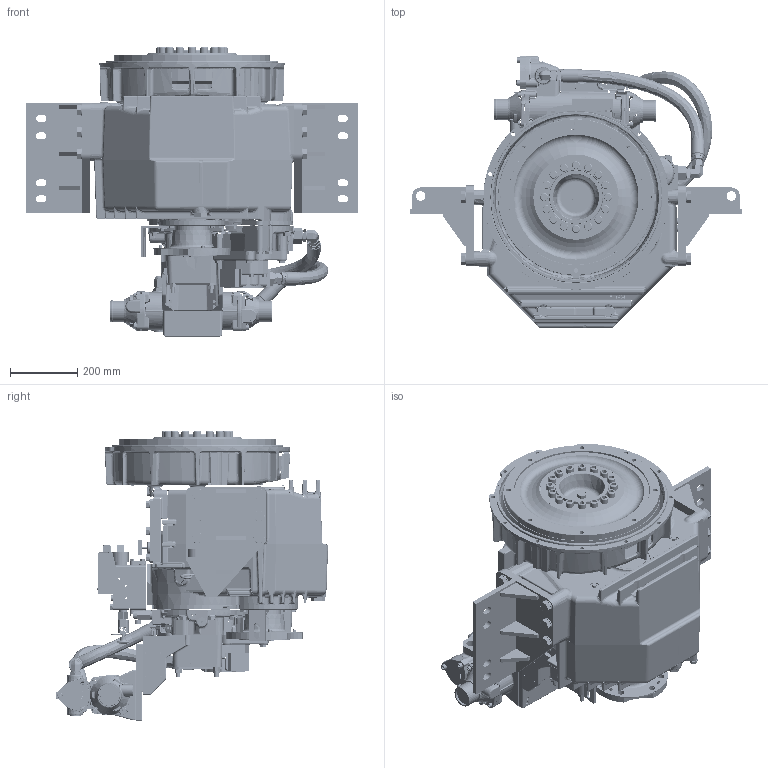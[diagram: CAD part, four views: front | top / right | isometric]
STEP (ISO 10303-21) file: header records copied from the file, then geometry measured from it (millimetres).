
FILE_DESCRIPTION (( 'STEP AP214' ), '1' );
FILE_NAME ('1027608K.STEP', '2018-06-20T11:47:08', ( '' ), ( '' ), 'SwSTEP 2.0', 'SolidWorks 2015', '' );
FILE_SCHEMA (( 'AUTOMOTIVE_DESIGN' ));
Length unit declared in the file: millimetre
Products named in the file (1): 1027608K
Bounding box: 991 x 812.97 x 862.91 mm (x, y, z)
Surface area: 5170842.1 mm2 (no closed solid volume)
Topology: 0 solids, 650 shells, 5906 faces, 24200 edges, 18164 vertices
Faces by surface type: plane 1971, cylinder 1784, bspline 1124, cone 510, torus 399, sphere 118
Entity records: 405721 total; most frequent: CARTESIAN_POINT 158068, DIRECTION 35117, ORIENTED_EDGE 34466, EDGE_CURVE 24058, VERTEX_POINT 18140, AXIS2_PLACEMENT_3D 13086, VECTOR 8945, LINE 8945
